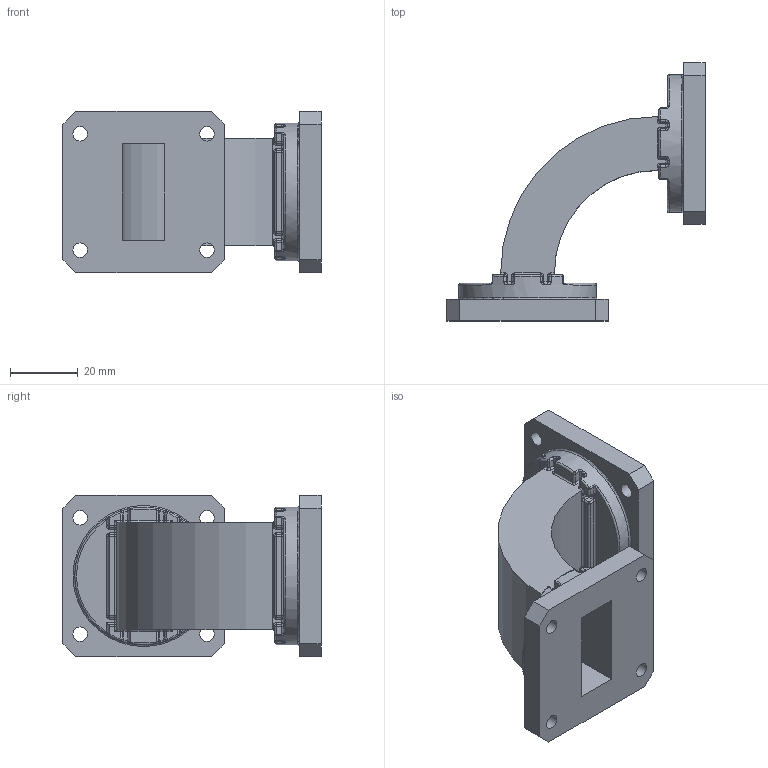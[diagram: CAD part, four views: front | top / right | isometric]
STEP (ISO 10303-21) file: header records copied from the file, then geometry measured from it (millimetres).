
FILE_DESCRIPTION (( 'STEP AP203' ), '1' );
FILE_NAME ('SMF112EB.step', '2019-11-13T21:47:04', ( '' ), ( '' ), 'SwSTEP 2.0', 'SolidWorks 2018', '' );
FILE_SCHEMA (( 'CONFIG_CONTROL_DESIGN' ));
Length unit declared in the file: inch
Products named in the file (1): SMF112EB
Bounding box: 76.19 x 76.19 x 47.62 mm (x, y, z)
Volume: 42944.5 mm3; surface area: 24842.9 mm2
Topology: 1 solids, 1 shells, 485 faces, 1147 edges, 595 vertices
Faces by surface type: cylinder 213, plane 104, torus 73, sphere 71, bspline 24
Full cylindrical faces by diameter (mm): 4.293 x8, 40.64 x2
Entity records: 14008 total; most frequent: CARTESIAN_POINT 3195, DIRECTION 2453, ORIENTED_EDGE 2124, EDGE_CURVE 1062, AXIS2_PLACEMENT_3D 987, VERTEX_POINT 593, CIRCLE 525, EDGE_LOOP 517
